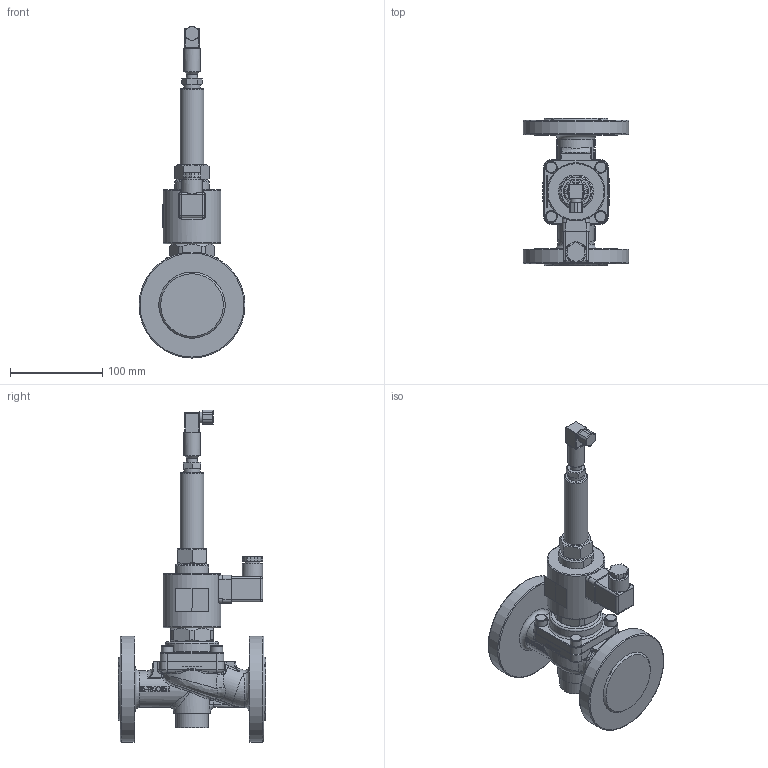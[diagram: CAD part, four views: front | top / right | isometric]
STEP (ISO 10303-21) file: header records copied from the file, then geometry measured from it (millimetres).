
FILE_DESCRIPTION(/* description */ ('3D-Modell'),/* implementation_level */ '2;1');
FILE_NAME(/* name */ '037.000736_B3703-0504-.322-EH.stp',/* time_stamp */ '2020-06-03T11:12:32+02:00',/* author */ ('LBirkmann'),/* organization */ (''),/* preprocessor_version */ 'ST-DEVELOPER v16.1',/* originating_system */ 'Autodesk Inventor 2016',/* authorisation */ '');
FILE_SCHEMA (('AUTOMOTIVE_DESIGN { 1 0 10303 214 3 1 1 }'));
Products named in the file (1): 88-004713
Bounding box: 115 x 160 x 360.79 mm (x, y, z)
Volume: 1041958.5 mm3; surface area: 123618.9 mm2
Topology: 2 solids, 2 shells, 843 faces, 2156 edges, 1359 vertices
Faces by surface type: plane 342, bspline 260, cylinder 147, cone 44, torus 36, sphere 14
Full cylindrical faces by diameter (mm): 6.647 x4, 12 x2, 13 x4, 17 x1, 18 x2, 22 x1, 25.6 x1, 28 x1, 35 x1, 40 x2, 58 x1, 63 x1, 115 x2
Entity records: 60224 total; most frequent: CARTESIAN_POINT 42077, ORIENTED_EDGE 4162, DIRECTION 2999, EDGE_CURVE 2080, VERTEX_POINT 1342, AXIS2_PLACEMENT_3D 1057, EDGE_LOOP 945, LINE 885
